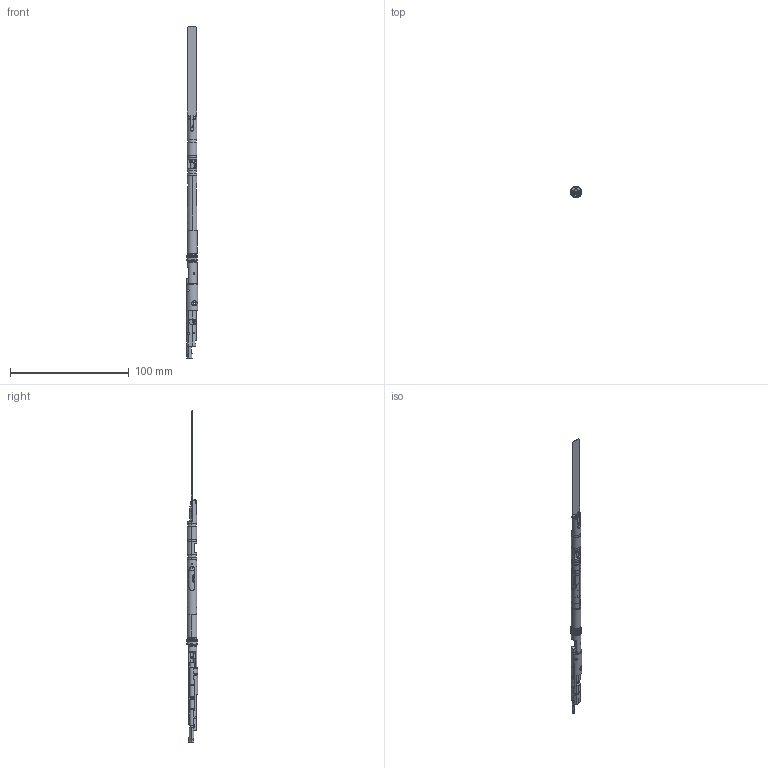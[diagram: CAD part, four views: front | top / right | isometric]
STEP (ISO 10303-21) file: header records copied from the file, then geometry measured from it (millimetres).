
FILE_DESCRIPTION (( 'STEP AP203' ), '1' );
FILE_NAME ('thetaphi 10mm Maxon.STEP', '2013-09-26T17:01:37', ( '' ), ( '' ), 'SwSTEP 2.0', 'SolidWorks 2012', '' );
FILE_SCHEMA (( 'CONFIG_CONTROL_DESIGN' ));
Length unit declared in the file: millimetre
Products named in the file (23): thetaphi 10mm Maxon; Ferrule Holder Shaft Spacer; idler spacer for thetaphi 10mm; Socket Set Screw Flat Point_AI_SSFLATSKT 0.06-80x0.0625-HX-N; theta shaft for 10mm; 90910A600_90910A600; 90910A665_90910A665; 90910A665 trimmed_90910A665; eboard for 10mm thphi; theta friction tab 10mm; 10mm testing ferrule holder; phi friction tab 10mm; Maxon K13012_trimmed flex; nmb 1_5 phi brg cartridge_NMB 1.5; 10mm upper hsg; nmbDDRI418Zz; nmb-8mm sleeve; theta shaft extender for 10mm; Theta Phi Idler for 10mm; theta housing for 10mm thetaphi; theta-phi aft cap for 10mm_Namiki; positioner theta coupling 10mm_Namiki; bearing cartridge shaft for 10mm thetaphi
Assembly tree (31 placements, depth 2):
  thetaphi 10mm Maxon
    bearing cartridge shaft for 10mm thetaphi
    positioner theta coupling 10mm_Namiki
    theta-phi aft cap for 10mm_Namiki
    theta housing for 10mm thetaphi
    Theta Phi Idler for 10mm
    theta shaft extender for 10mm
    nmb-8mm sleeve
    nmbDDRI418Zz  x2
    10mm upper hsg
    nmb 1_5 phi brg cartridge_NMB 1.5
    Maxon K13012_trimmed flex  x2
    phi friction tab 10mm
    10mm testing ferrule holder
    theta friction tab 10mm
    eboard for 10mm thphi
    90910A665 trimmed_90910A665
    90910A665_90910A665  x2
    90910A600_90910A600  x2
    theta shaft for 10mm
    Socket Set Screw Flat Point_AI_SSFLATSKT 0.06-80x0.0625-HX-N  x6
    idler spacer for thetaphi 10mm
    Ferrule Holder Shaft Spacer
Bounding box: 9.84 x 9.65 x 279.3 mm (x, y, z)
Volume: 6907.6 mm3; surface area: 13353.5 mm2
Topology: 31 solids, 31 shells, 981 faces, 2517 edges, 1623 vertices
Faces by surface type: cylinder 513, plane 288, cone 123, torus 33, bspline 23, sphere 1
Entity records: 33062 total; most frequent: CARTESIAN_POINT 13157, ORIENTED_EDGE 3732, DIRECTION 3498, EDGE_CURVE 1866, AXIS2_PLACEMENT_3D 1359, VERTEX_POINT 1208, EDGE_LOOP 804, LINE 780
